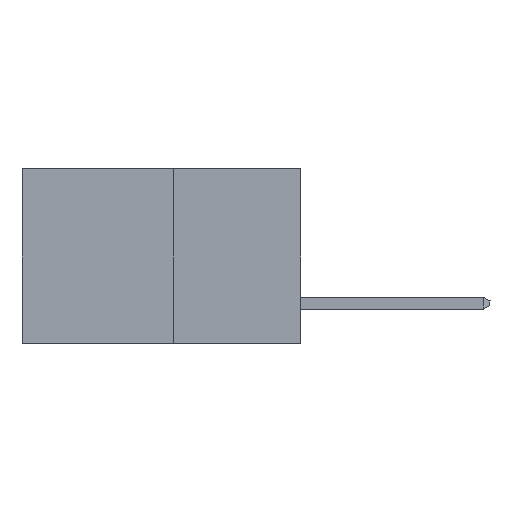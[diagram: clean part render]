
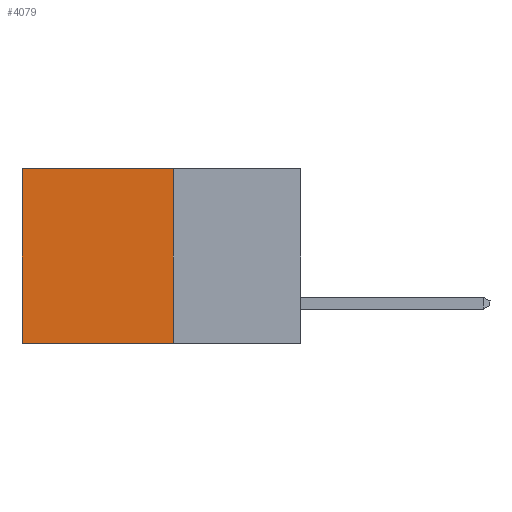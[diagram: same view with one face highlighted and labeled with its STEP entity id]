
A CAD part, left-side view. The second image highlights one B-rep face of the part: STEP entity #4079.
In plain terms, the highlighted planar face has unit normal (-1, 0, 0).
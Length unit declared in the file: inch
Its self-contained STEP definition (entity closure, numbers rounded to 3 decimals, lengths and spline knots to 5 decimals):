
#778 = CARTESIAN_POINT ( 'NONE',  ( 0.277, 0.27, -0.37 ) ) ;
#1014 = VECTOR ( 'NONE', #5766, 39.37008 ) ;
#1061 = EDGE_LOOP ( 'NONE', ( #7039, #7293, #5297, #7551 ) ) ;
#1099 = LINE ( 'NONE', #778, #3291 ) ;
#1174 = EDGE_CURVE ( 'NONE', #5122, #5920, #1099, .T. ) ;
#2003 = DIRECTION ( 'NONE',  ( 0., 0., -1. ) ) ;
#2894 = LINE ( 'NONE', #8940, #1014 ) ;
#3291 = VECTOR ( 'NONE', #9577, 39.37008 ) ;
#3425 = VECTOR ( 'NONE', #6602, 39.37008 ) ;
#3431 = CARTESIAN_POINT ( 'NONE',  ( 0.277, 0.27, -0.37 ) ) ;
#3501 = AXIS2_PLACEMENT_3D ( 'NONE', #10096, #9635, #9573 ) ;
#3629 = EDGE_CURVE ( 'NONE', #5920, #5749, #2894, .T. ) ;
#4079 = ADVANCED_FACE ( 'NONE', ( #9375 ), #10213, .F. ) ;
#4320 = CARTESIAN_POINT ( 'NONE',  ( 0.277, 0.59, -0.37 ) ) ;
#4728 = VERTEX_POINT ( 'NONE', #9884 ) ;
#5122 = VERTEX_POINT ( 'NONE', #6788 ) ;
#5187 = EDGE_CURVE ( 'NONE', #5122, #4728, #8170, .T. ) ;
#5271 = VECTOR ( 'NONE', #2003, 39.37008 ) ;
#5297 = ORIENTED_EDGE ( 'NONE', *, *, #1174, .F. ) ;
#5749 = VERTEX_POINT ( 'NONE', #4320 ) ;
#5766 = DIRECTION ( 'NONE',  ( 0., 1., 0. ) ) ;
#5920 = VERTEX_POINT ( 'NONE', #3431 ) ;
#6239 = CARTESIAN_POINT ( 'NONE',  ( 0.277, 0.59, -0.37 ) ) ;
#6602 = DIRECTION ( 'NONE',  ( 0., 1., 0. ) ) ;
#6624 = CARTESIAN_POINT ( 'NONE',  ( 0.277, 0.27, 0. ) ) ;
#6788 = CARTESIAN_POINT ( 'NONE',  ( 0.277, 0.27, 0. ) ) ;
#7039 = ORIENTED_EDGE ( 'NONE', *, *, #8723, .T. ) ;
#7293 = ORIENTED_EDGE ( 'NONE', *, *, #3629, .F. ) ;
#7551 = ORIENTED_EDGE ( 'NONE', *, *, #5187, .T. ) ;
#8170 = LINE ( 'NONE', #6624, #3425 ) ;
#8723 = EDGE_CURVE ( 'NONE', #4728, #5749, #9630, .T. ) ;
#8940 = CARTESIAN_POINT ( 'NONE',  ( 0.277, 0.27, -0.37 ) ) ;
#9375 = FACE_OUTER_BOUND ( 'NONE', #1061, .T. ) ;
#9573 = DIRECTION ( 'NONE',  ( 0., 0., -1. ) ) ;
#9577 = DIRECTION ( 'NONE',  ( 0., 0., -1. ) ) ;
#9630 = LINE ( 'NONE', #6239, #5271 ) ;
#9635 = DIRECTION ( 'NONE',  ( 1., 0., 0. ) ) ;
#9884 = CARTESIAN_POINT ( 'NONE',  ( 0.277, 0.59, 0. ) ) ;
#10096 = CARTESIAN_POINT ( 'NONE',  ( 0.277, 0.27, -0.37 ) ) ;
#10213 = PLANE ( 'NONE',  #3501 ) ;
